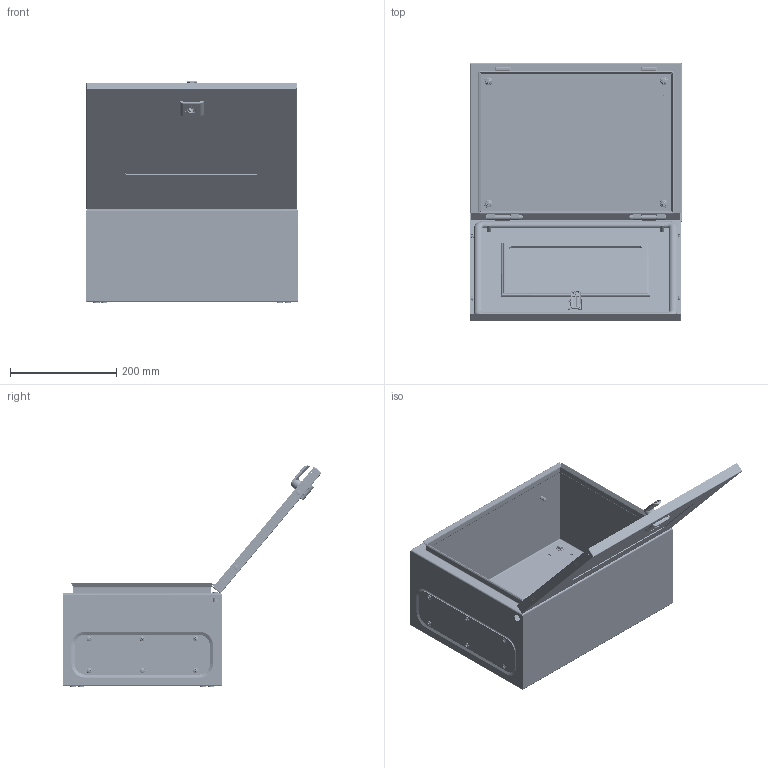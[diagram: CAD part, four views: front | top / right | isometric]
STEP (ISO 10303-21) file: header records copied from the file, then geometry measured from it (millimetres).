
FILE_DESCRIPTION (( 'STEP AP203' ), '1' );
FILE_NAME ('400x300x200 R5CEX0432.step', '2011-10-28T11:34:57', ( 'User' ), ( 'DKC' ), 'SwSTEP 2.0', 'SolidWorks 2011', '' );
FILE_SCHEMA (( 'CONFIG_CONTROL_DESIGN' ));
Length unit declared in the file: millimetre
Products named in the file (34): Sealant of perno AC00C409; Trasparante dead door CE assemble 11111_400õ300 CB02C275; hermetic for transparente door CE_400x300; Door glass CE_400x300; sealant for door CE_400x300; end-cap_AC00C061; CERNIERA SALDATA_Default; End-cup AC00C112_Default; MOLLA AC00C344_AC00C344; Handle small door CE; Sealant AC00356; AC00C348; Hex Flange Bolt M6x10_ISO 4162 - M6 x 12 x 12-S; Linguetta CE_handle CE; Inserto a doppio pettine AC00C443_AC00C343; BASETTA ESTERNA PER BOX AC00C503_AC00C503; Trasparante dead door CE 11111_400x300; Frames CE assemble 11111_400x300x200 R5CE0432; land; Tapping screw 4.8x9.5 AC00C352_AC00C352; End-cup AC00C383_Default; Tapping screw 4.2x16_Tapping screw 4.2x16; Blocchetto fissaggio cerniera AC00C354_AC00C354; CERNIERA AC00C399_Default; Flange nut M6_ISO 7044-M6-S; Perno M6 AC00C145_1; Sealant AC00C355; End-cup AC00C317_Default; Flanges CE_227x47; Sealants of flange_227x47; Frames CE 11111_400x300x200; Perno AC00C401_AC00C401; Mounting plate small CE_400x300; 400x300x200 R5CEX0432
Assembly tree (72 placements, depth 4):
  400x300x200 R5CEX0432
    Trasparante dead door CE assemble 11111_400õ300 CB02C275
      Handle small door CE
        BASETTA ESTERNA PER BOX AC00C503_AC00C503
        Hex Flange Bolt M6x10_ISO 4162 - M6 x 12 x 12-S
        AC00C348
        Sealant AC00356
        Linguetta CE_handle CE
        Inserto a doppio pettine AC00C443_AC00C343
      end-cap_AC00C061  x2
      land  x2
      Trasparante dead door CE 11111_400x300
      End-cup AC00C112_Default  x4
      hermetic for transparente door CE_400x300
      sealant for door CE_400x300
      CERNIERA SALDATA_Default  x2
      Door glass CE_400x300
      MOLLA AC00C344_AC00C344
    Perno AC00C401_AC00C401  x2
    Sealant of perno AC00C409  x2
    Mounting plate small CE_400x300
    Flange nut M6_ISO 7044-M6-S  x4
    Frames CE assemble 11111_400x300x200 R5CE0432
      End-cup AC00C317_Default  x4
      Tapping screw 4.2x16_Tapping screw 4.2x16  x4
      Perno M6 AC00C145_1  x4
      End-cup AC00C383_Default  x2
      land  x4
      Sealant AC00C355  x4
      Flange nut M6_ISO 7044-M6-S  x4
      Tapping screw 4.8x9.5 AC00C352_AC00C352  x6
      Sealants of flange_227x47
      Frames CE 11111_400x300x200
      Blocchetto fissaggio cerniera AC00C354_AC00C354  x2
      Flanges CE_227x47
      CERNIERA AC00C399_Default  x2
Bounding box: 400.13 x 487.48 x 418.25 mm (x, y, z)
Volume: 1340097.9 mm3; surface area: 1481564.5 mm2
Topology: 75 solids, 75 shells, 5731 faces, 14966 edges, 9460 vertices
Faces by surface type: bspline 1940, cylinder 1499, cone 1081, plane 1045, torus 144, sphere 22
Entity records: 145342 total; most frequent: CARTESIAN_POINT 91883, ORIENTED_EDGE 10992, DIRECTION 9122, EDGE_CURVE 5496, VERTEX_POINT 3462, AXIS2_PLACEMENT_3D 3342, LINE 2438, VECTOR 2438
